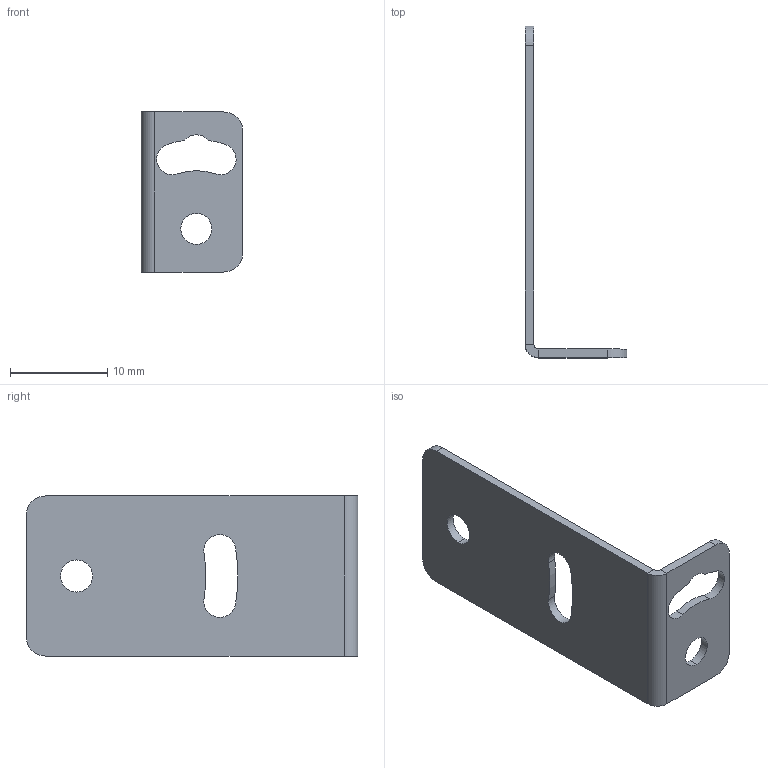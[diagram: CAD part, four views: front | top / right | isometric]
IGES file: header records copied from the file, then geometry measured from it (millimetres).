
Start section:  PTC IGES file: 141833.igs
Global section: file name: 141833.igs; native system: Pro/ENGINEER by Parametric Technology Corporation; preprocessor: 2006170; author: banengservice; organization: Unknown; date: 20080815.090042; units: inch
Bounding box: 10.5 x 34.2 x 16.5 mm (x, y, z)
Volume: 580.4 mm3; surface area: 1450.2 mm2
Topology: 1 solids, 1 shells, 32 faces, 82 edges, 52 vertices
Faces by surface type: revolution 20, bspline 12
